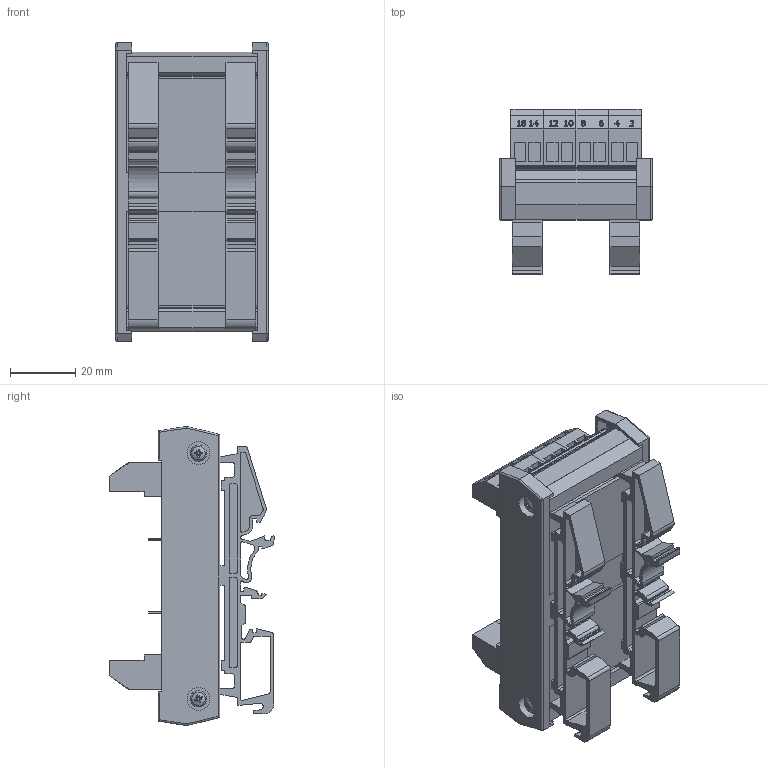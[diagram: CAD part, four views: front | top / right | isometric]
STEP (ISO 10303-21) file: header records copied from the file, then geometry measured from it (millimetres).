
FILE_DESCRIPTION((''),'2;1');
FILE_NAME('5700.2.stp','2014-01-13T15:11:34',('roland'),(''),'Autodesk Inventor 2013','Autodesk Inventor 2013','');
FILE_SCHEMA(('CONFIG_CONTROL_DESIGN'));
Length unit declared in the file: millimetre
Products named in the file (10): 5700; 5700.2 PLATE; 5700.2 BASE; BASE SIDE; BS EN ISO 7045 Z - Metric M2.5 x 10 - 4.8 - Z; BASE LEGS; 2 hole green; 8 lable1; 8 lable2; Solder Post
Assembly tree (36 placements, depth 2):
  5700
    5700.2 PLATE
    5700.2 BASE
    BASE SIDE  x2
    BS EN ISO 7045 Z - Metric M2.5 x 10 - 4.8 - Z  x4
    BASE LEGS  x2
    2 hole green  x8
    8 lable1
    8 lable2
    Solder Post  x16
Bounding box: 47 x 50.69 x 91.98 mm (x, y, z)
Volume: 39191.9 mm3; surface area: 55288.3 mm2
Topology: 36 solids, 36 shells, 2804 faces, 6927 edges, 4286 vertices
Faces by surface type: plane 1188, cylinder 881, torus 292, bspline 247, sphere 132, cone 64
Full cylindrical faces by diameter (mm): 0.9 x16, 1 x64, 1.3 x16, 2.256 x4, 2.5 x4, 3.2 x4, 3.75 x16, 7 x4, 9 x4
Entity records: 34625 total; most frequent: CARTESIAN_POINT 8642, ORIENTED_EDGE 5516, DIRECTION 4648, EDGE_CURVE 2758, VERTEX_POINT 1868, VECTOR 1810, LINE 1810, AXIS2_PLACEMENT_3D 1419
